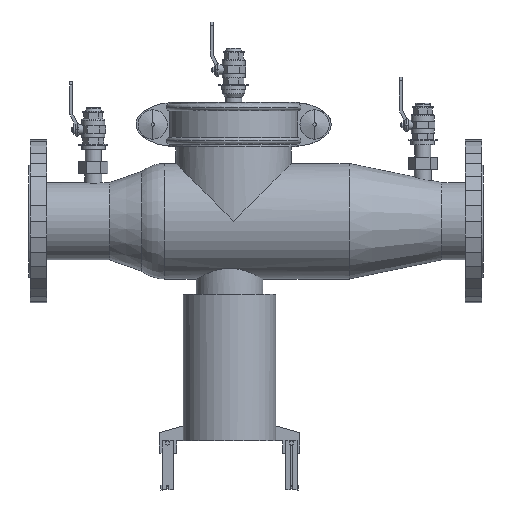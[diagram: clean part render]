
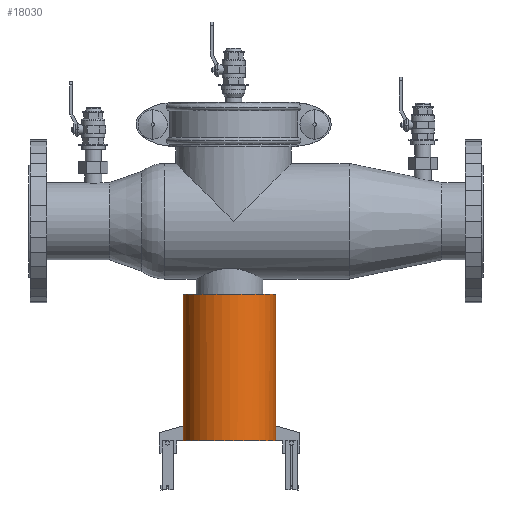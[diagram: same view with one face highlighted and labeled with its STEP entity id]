
A CAD part, front view. The second image highlights one B-rep face of the part: STEP entity #18030.
In plain terms, the highlighted cylindrical face has radius 57 mm (diameter 114 mm), a partial arc.
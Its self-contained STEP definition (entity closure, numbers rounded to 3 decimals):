
#9614=EDGE_CURVE('',#16196,#12636,#27818,.T.);
#10260=VERTEX_POINT('',#28510);
#10780=VERTEX_POINT('',#29067);
#12636=VERTEX_POINT('',#31081);
#12958=VERTEX_POINT('',#31438);
#13076=EDGE_CURVE('',#15850,#25042,#31563,.T.);
#14220=EDGE_CURVE('',#25246,#12636,#32805,.T.);
#15850=VERTEX_POINT('',#34575);
#16196=VERTEX_POINT('',#34996);
#17846=EDGE_CURVE('',#25042,#10260,#36779,.T.);
#18030=ADVANCED_FACE('',(#36973),#36974,.T.);
#18740=EDGE_CURVE('',#25246,#10780,#37754,.T.);
#19924=EDGE_CURVE('',#10780,#12958,#39044,.T.);
#22782=EDGE_CURVE('',#10260,#16196,#42219,.T.);
#24916=EDGE_CURVE('',#12958,#15850,#44534,.T.);
#25042=VERTEX_POINT('',#44677);
#25246=VERTEX_POINT('',#44904);
#27818=LINE('',#47953,#47954);
#28510=CARTESIAN_POINT('',(-61.98,-1.5,-251.351));
#29067=CARTESIAN_POINT('',(52.0,0.,-251.356));
#31081=CARTESIAN_POINT('',(-62.0,0.,-90.0));
#31438=CARTESIAN_POINT('',(51.98,-1.5,-251.351));
#31563=CIRCLE('',#54173,57.0);
#32805=CIRCLE('',#55973,57.0);
#34575=CARTESIAN_POINT('',(51.98,-1.5,-270.0));
#34996=CARTESIAN_POINT('',(-62.0,0.,-251.356));
#36779=LINE('',#62223,#62224);
#36973=FACE_OUTER_BOUND('',#62540,.T.);
#36974=CYLINDRICAL_SURFACE('',#62541,57.0);
#37754=LINE('',#63765,#63766);
#39044=ELLIPSE('',#65655,59.377,57.0);
#42219=ELLIPSE('',#70412,59.377,57.0);
#44534=LINE('',#73849,#73850);
#44677=CARTESIAN_POINT('',(-61.98,-1.5,-270.0));
#44904=CARTESIAN_POINT('',(52.0,0.0,-90.0));
#47953=CARTESIAN_POINT('',(-62.0,0.,-180.0));
#47954=VECTOR('',#78804,1.0);
#54173=AXIS2_PLACEMENT_3D('',#82218,#82219,#82220);
#55973=AXIS2_PLACEMENT_3D('',#83419,#83420,#83421);
#62223=CARTESIAN_POINT('',(-61.98,-1.5,-260.665));
#62224=VECTOR('',#87937,1.0);
#62540=EDGE_LOOP('',(#88071,#88072,#88073,#88074,#88075,#88076,#88077,#88078));
#62541=AXIS2_PLACEMENT_3D('',#88079,#88080,#88081);
#63765=CARTESIAN_POINT('',(52.0,0.,-180.0));
#63766=VECTOR('',#88894,1.0);
#65655=AXIS2_PLACEMENT_3D('',#90293,#90294,#90295);
#70412=AXIS2_PLACEMENT_3D('',#93955,#93956,#93957);
#73849=CARTESIAN_POINT('',(51.98,-1.5,-260.665));
#73850=VECTOR('',#96142,1.0);
#78804=DIRECTION('',(0.0,0.0,1.0));
#82218=CARTESIAN_POINT('',(-5.0,0.0,-270.0));
#82219=DIRECTION('',(0.0,0.0,-1.0));
#82220=DIRECTION('',(1.0,0.0,0.0));
#83419=CARTESIAN_POINT('',(-5.0,0.0,-90.0));
#83420=DIRECTION('',(0.0,0.0,-1.0));
#83421=DIRECTION('',(1.0,0.0,0.0));
#87937=DIRECTION('',(0.0,0.0,1.0));
#88071=ORIENTED_EDGE('',*,*,#18740,.F.);
#88072=ORIENTED_EDGE('',*,*,#14220,.T.);
#88073=ORIENTED_EDGE('',*,*,#9614,.F.);
#88074=ORIENTED_EDGE('',*,*,#22782,.F.);
#88075=ORIENTED_EDGE('',*,*,#17846,.F.);
#88076=ORIENTED_EDGE('',*,*,#13076,.F.);
#88077=ORIENTED_EDGE('',*,*,#24916,.F.);
#88078=ORIENTED_EDGE('',*,*,#19924,.F.);
#88079=CARTESIAN_POINT('',(-5.0,0.0,-180.0));
#88080=DIRECTION('',(0.0,0.0,1.0));
#88081=DIRECTION('',(1.0,0.0,0.0));
#88894=DIRECTION('',(0.0,0.0,-1.0));
#90293=CARTESIAN_POINT('',(-5.0,0.0,-234.725));
#90294=DIRECTION('',(-0.28,0.0,-0.96));
#90295=DIRECTION('',(0.96,0.0,-0.28));
#93955=CARTESIAN_POINT('',(-5.0,0.0,-234.725));
#93956=DIRECTION('',(0.28,0.0,-0.96));
#93957=DIRECTION('',(0.96,0.0,0.28));
#96142=DIRECTION('',(0.0,0.0,-1.0));
